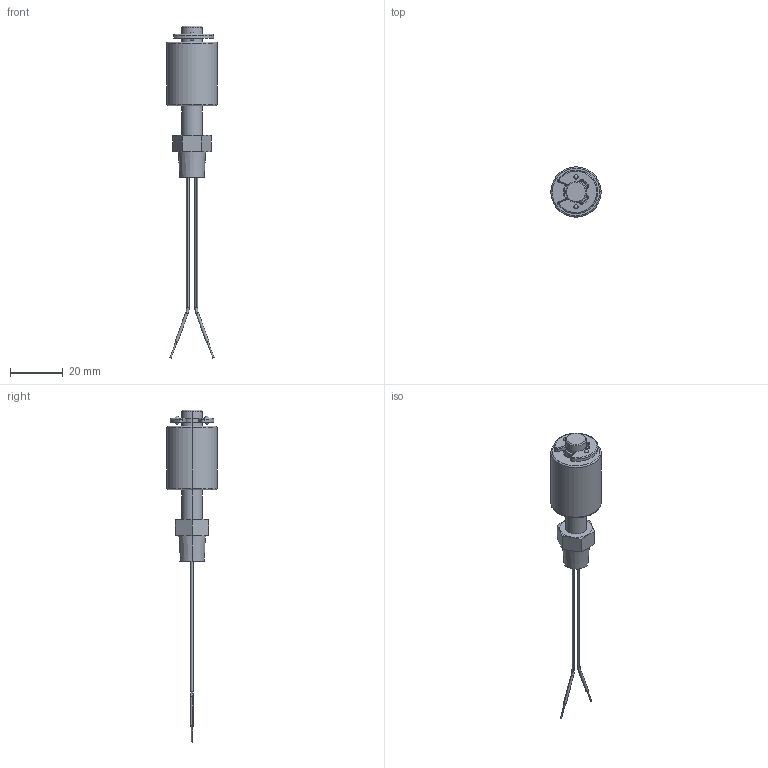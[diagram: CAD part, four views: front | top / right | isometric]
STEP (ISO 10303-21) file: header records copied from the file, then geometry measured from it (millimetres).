
FILE_DESCRIPTION (( 'STEP AP214' ), '1' );
FILE_NAME ('ADM8000-75 nc coord fxt.STEP', '2022-03-23T13:52:14', ( '' ), ( '' ), 'SwSTEP 2.0', 'SolidWorks 2021', '' );
FILE_SCHEMA (( 'AUTOMOTIVE_DESIGN' ));
Length unit declared in the file: inch
Products named in the file (1): ADM8000-75 nc coord fxt
Bounding box: 19 x 19 x 125.56 mm (x, y, z)
Volume: 8075.4 mm3; surface area: 6402.3 mm2
Topology: 7 solids, 7 shells, 150 faces, 338 edges, 201 vertices
Faces by surface type: cylinder 57, bspline 42, plane 33, cone 18
Entity records: 4924 total; most frequent: CARTESIAN_POINT 1660, DIRECTION 681, ORIENTED_EDGE 648, EDGE_CURVE 324, AXIS2_PLACEMENT_3D 291, VERTEX_POINT 201, CIRCLE 182, EDGE_LOOP 165
